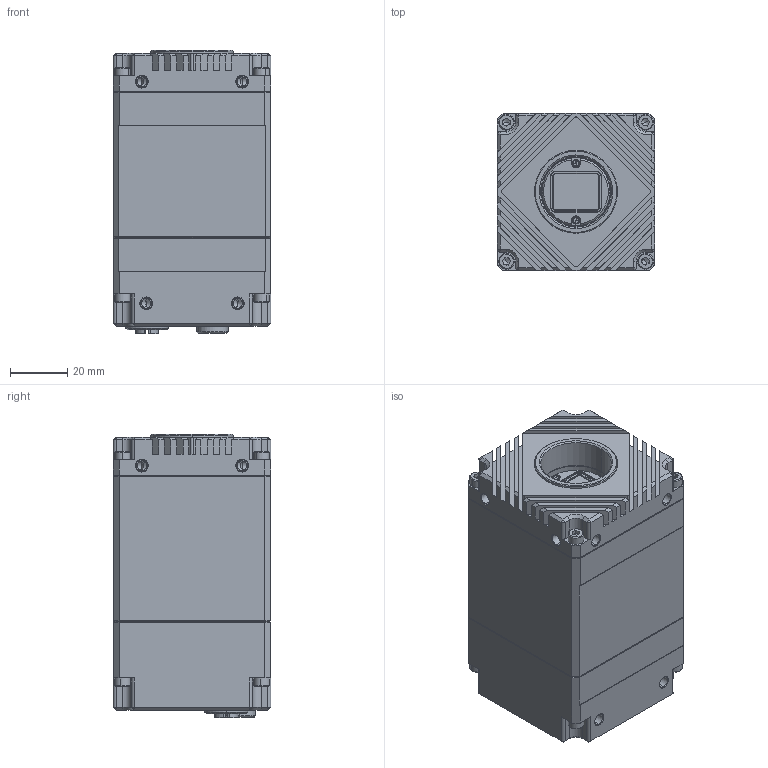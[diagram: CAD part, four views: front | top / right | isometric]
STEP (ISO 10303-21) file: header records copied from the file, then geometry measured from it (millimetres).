
FILE_DESCRIPTION (( 'STEP AP203' ), '1' );
FILE_NAME ('508-596-A_defeatured.STEP', '2021-02-26T20:47:28', ( '' ), ( '' ), 'SwSTEP 2.0', 'SolidWorks 2017', '' );
FILE_SCHEMA (( 'CONFIG_CONTROL_DESIGN' ));
Length unit declared in the file: millimetre
Products named in the file (1): 508-596-A_defeatured
Bounding box: 55 x 55 x 99.15 mm (x, y, z)
Volume: 274510.2 mm3; surface area: 36765.5 mm2
Topology: 6 solids, 6 shells, 1312 faces, 3328 edges, 2071 vertices
Faces by surface type: plane 698, cylinder 355, cone 145, bspline 76, torus 38
Entity records: 41297 total; most frequent: CARTESIAN_POINT 9829, DIRECTION 6587, ORIENTED_EDGE 6576, EDGE_CURVE 3288, AXIS2_PLACEMENT_3D 2277, VERTEX_POINT 2071, LINE 2033, VECTOR 2033
